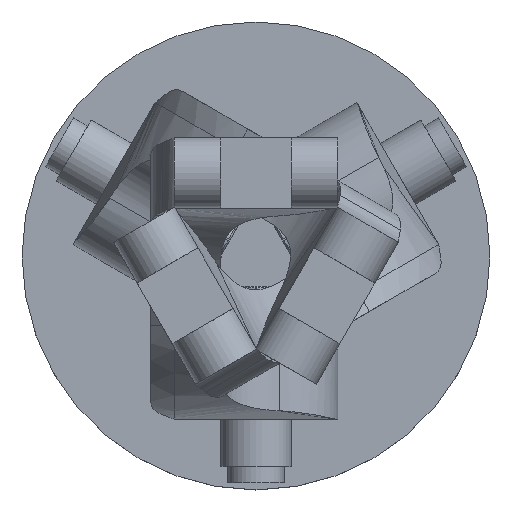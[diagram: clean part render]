
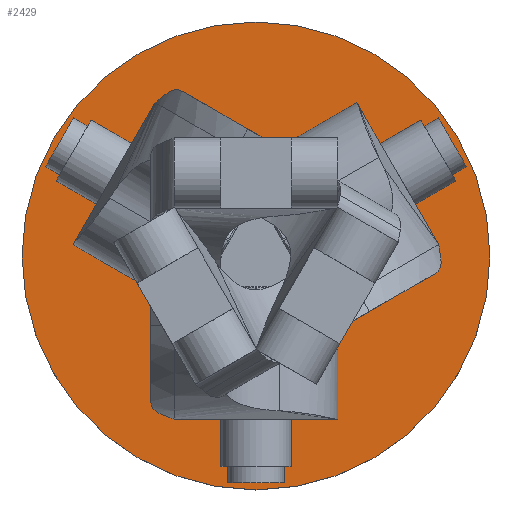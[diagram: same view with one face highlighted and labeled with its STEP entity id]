
A CAD part, top view. The second image highlights one B-rep face of the part: STEP entity #2429.
In plain terms, the highlighted planar face has unit normal (0, 0, 1).
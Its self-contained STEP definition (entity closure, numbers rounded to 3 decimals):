
#179=FACE_BOUND('',#463,.T.);
#210=CIRCLE('',#2627,50.);
#320=FACE_OUTER_BOUND('',#462,.T.);
#462=EDGE_LOOP('',(#1764));
#463=EDGE_LOOP('',(#1765,#1766,#1767,#1768,#1769,#1770,#1771,#1772,#1773,
#1774,#1775,#1776,#1777,#1778,#1779,#1780,#1781,#1782));
#590=LINE('',#3513,#811);
#594=LINE('',#3521,#815);
#597=LINE('',#3528,#818);
#601=LINE('',#3536,#822);
#604=LINE('',#3542,#825);
#607=LINE('',#3549,#828);
#611=LINE('',#3557,#832);
#614=LINE('',#3563,#835);
#617=LINE('',#3569,#838);
#633=LINE('',#3603,#854);
#638=LINE('',#3613,#859);
#649=LINE('',#3634,#870);
#664=LINE('',#3675,#885);
#666=LINE('',#3682,#887);
#670=LINE('',#3692,#891);
#672=LINE('',#3701,#893);
#673=LINE('',#3702,#894);
#674=LINE('',#3703,#895);
#811=VECTOR('',#2825,10.);
#815=VECTOR('',#2831,10.);
#818=VECTOR('',#2836,10.);
#822=VECTOR('',#2842,10.);
#825=VECTOR('',#2847,10.);
#828=VECTOR('',#2852,10.);
#832=VECTOR('',#2858,10.);
#835=VECTOR('',#2863,10.);
#838=VECTOR('',#2868,10.);
#854=VECTOR('',#2896,10.);
#859=VECTOR('',#2903,10.);
#870=VECTOR('',#2918,10.);
#885=VECTOR('',#2959,10.);
#887=VECTOR('',#2967,10.);
#891=VECTOR('',#2981,10.);
#893=VECTOR('',#2991,10.);
#894=VECTOR('',#2992,10.);
#895=VECTOR('',#2993,10.);
#1032=VERTEX_POINT('',#3511);
#1033=VERTEX_POINT('',#3512);
#1036=VERTEX_POINT('',#3520);
#1038=VERTEX_POINT('',#3526);
#1039=VERTEX_POINT('',#3527);
#1042=VERTEX_POINT('',#3535);
#1044=VERTEX_POINT('',#3541);
#1046=VERTEX_POINT('',#3547);
#1047=VERTEX_POINT('',#3548);
#1050=VERTEX_POINT('',#3556);
#1052=VERTEX_POINT('',#3562);
#1054=VERTEX_POINT('',#3568);
#1066=VERTEX_POINT('',#3602);
#1070=VERTEX_POINT('',#3612);
#1078=VERTEX_POINT('',#3632);
#1091=VERTEX_POINT('',#3673);
#1093=VERTEX_POINT('',#3681);
#1095=VERTEX_POINT('',#3694);
#1097=VERTEX_POINT('',#3700);
#1260=EDGE_CURVE('',#1032,#1033,#590,.T.);
#1264=EDGE_CURVE('',#1033,#1036,#594,.T.);
#1267=EDGE_CURVE('',#1038,#1039,#597,.T.);
#1271=EDGE_CURVE('',#1039,#1042,#601,.T.);
#1274=EDGE_CURVE('',#1042,#1044,#604,.T.);
#1277=EDGE_CURVE('',#1046,#1047,#607,.T.);
#1281=EDGE_CURVE('',#1047,#1050,#611,.T.);
#1284=EDGE_CURVE('',#1050,#1052,#614,.T.);
#1287=EDGE_CURVE('',#1054,#1032,#617,.T.);
#1305=EDGE_CURVE('',#1066,#1038,#633,.T.);
#1310=EDGE_CURVE('',#1070,#1046,#638,.T.);
#1321=EDGE_CURVE('',#1036,#1078,#649,.T.);
#1342=EDGE_CURVE('',#1052,#1091,#664,.T.);
#1345=EDGE_CURVE('',#1093,#1054,#666,.T.);
#1350=EDGE_CURVE('',#1091,#1093,#670,.T.);
#1351=EDGE_CURVE('',#1095,#1095,#210,.T.);
#1354=EDGE_CURVE('',#1044,#1097,#672,.T.);
#1355=EDGE_CURVE('',#1097,#1070,#673,.T.);
#1356=EDGE_CURVE('',#1078,#1066,#674,.T.);
#1764=ORIENTED_EDGE('',*,*,#1351,.T.);
#1765=ORIENTED_EDGE('',*,*,#1274,.T.);
#1766=ORIENTED_EDGE('',*,*,#1354,.T.);
#1767=ORIENTED_EDGE('',*,*,#1355,.T.);
#1768=ORIENTED_EDGE('',*,*,#1310,.T.);
#1769=ORIENTED_EDGE('',*,*,#1277,.T.);
#1770=ORIENTED_EDGE('',*,*,#1281,.T.);
#1771=ORIENTED_EDGE('',*,*,#1284,.T.);
#1772=ORIENTED_EDGE('',*,*,#1342,.T.);
#1773=ORIENTED_EDGE('',*,*,#1350,.T.);
#1774=ORIENTED_EDGE('',*,*,#1345,.T.);
#1775=ORIENTED_EDGE('',*,*,#1287,.T.);
#1776=ORIENTED_EDGE('',*,*,#1260,.T.);
#1777=ORIENTED_EDGE('',*,*,#1264,.T.);
#1778=ORIENTED_EDGE('',*,*,#1321,.T.);
#1779=ORIENTED_EDGE('',*,*,#1356,.T.);
#1780=ORIENTED_EDGE('',*,*,#1305,.T.);
#1781=ORIENTED_EDGE('',*,*,#1267,.T.);
#1782=ORIENTED_EDGE('',*,*,#1271,.T.);
#2350=PLANE('',#2629);
#2429=ADVANCED_FACE('',(#320,#179),#2350,.T.);
#2627=AXIS2_PLACEMENT_3D('',#3695,#2984,#2985);
#2629=AXIS2_PLACEMENT_3D('',#3699,#2989,#2990);
#2825=DIRECTION('',(-0.5,0.866,0.));
#2831=DIRECTION('',(0.5,0.866,0.));
#2836=DIRECTION('',(0.5,0.866,0.));
#2842=DIRECTION('',(1.,0.,0.));
#2847=DIRECTION('',(0.5,-0.866,0.));
#2852=DIRECTION('',(0.5,-0.866,0.));
#2858=DIRECTION('',(-0.5,-0.866,0.));
#2863=DIRECTION('',(-1.,0.,0.));
#2868=DIRECTION('',(-1.,0.,0.));
#2896=DIRECTION('',(0.866,-0.5,0.));
#2903=DIRECTION('',(-0.866,-0.5,0.));
#2918=DIRECTION('',(-0.866,0.5,0.));
#2959=DIRECTION('',(0.,-1.,0.));
#2967=DIRECTION('',(0.,1.,0.));
#2981=DIRECTION('',(-1.,0.,0.));
#2984=DIRECTION('center_axis',(0.,0.,1.));
#2985=DIRECTION('ref_axis',(1.,0.,0.));
#2989=DIRECTION('center_axis',(0.,0.,1.));
#2990=DIRECTION('ref_axis',(1.,0.,0.));
#2991=DIRECTION('',(0.866,0.5,0.));
#2992=DIRECTION('',(0.5,-0.866,0.));
#2993=DIRECTION('',(0.5,0.866,0.));
#3511=CARTESIAN_POINT('',(-11.547,-20.,10.));
#3512=CARTESIAN_POINT('',(-23.094,0.,10.));
#3513=CARTESIAN_POINT('',(-20.207,-5.,10.));
#3520=CARTESIAN_POINT('',(-21.071,3.505,10.));
#3521=CARTESIAN_POINT('',(-19.196,6.752,10.));
#3526=CARTESIAN_POINT('',(-13.571,16.495,10.));
#3527=CARTESIAN_POINT('',(-11.547,20.,10.));
#3528=CARTESIAN_POINT('',(-14.434,15.,10.));
#3535=CARTESIAN_POINT('',(11.547,20.,10.));
#3536=CARTESIAN_POINT('',(5.774,20.,10.));
#3541=CARTESIAN_POINT('',(13.571,16.495,10.));
#3542=CARTESIAN_POINT('',(15.446,13.248,10.));
#3547=CARTESIAN_POINT('',(21.071,3.505,10.));
#3548=CARTESIAN_POINT('',(23.094,0.,10.));
#3549=CARTESIAN_POINT('',(20.207,5.,10.));
#3556=CARTESIAN_POINT('',(11.547,-20.,10.));
#3557=CARTESIAN_POINT('',(14.434,-15.,10.));
#3562=CARTESIAN_POINT('',(7.5,-20.,10.));
#3563=CARTESIAN_POINT('',(3.75,-20.,10.));
#3568=CARTESIAN_POINT('',(-7.5,-20.,10.));
#3569=CARTESIAN_POINT('',(-5.774,-20.,10.));
#3602=CARTESIAN_POINT('',(-35.221,28.995,10.));
#3603=CARTESIAN_POINT('',(-35.221,28.995,10.));
#3612=CARTESIAN_POINT('',(42.721,16.005,10.));
#3613=CARTESIAN_POINT('',(42.721,16.005,10.));
#3632=CARTESIAN_POINT('',(-42.721,16.005,10.));
#3634=CARTESIAN_POINT('',(-12.41,-1.495,10.));
#3673=CARTESIAN_POINT('',(7.5,-45.,10.));
#3675=CARTESIAN_POINT('',(7.5,-10.,10.));
#3681=CARTESIAN_POINT('',(-7.5,-45.,10.));
#3682=CARTESIAN_POINT('',(-7.5,-45.,10.));
#3692=CARTESIAN_POINT('',(7.5,-45.,10.));
#3694=CARTESIAN_POINT('',(-50.,0.,10.));
#3695=CARTESIAN_POINT('Origin',(0.,0.,10.));
#3699=CARTESIAN_POINT('Origin',(0.,0.,10.));
#3700=CARTESIAN_POINT('',(35.221,28.995,10.));
#3701=CARTESIAN_POINT('',(4.91,11.495,10.));
#3702=CARTESIAN_POINT('',(35.221,28.995,10.));
#3703=CARTESIAN_POINT('',(-42.721,16.005,10.));
